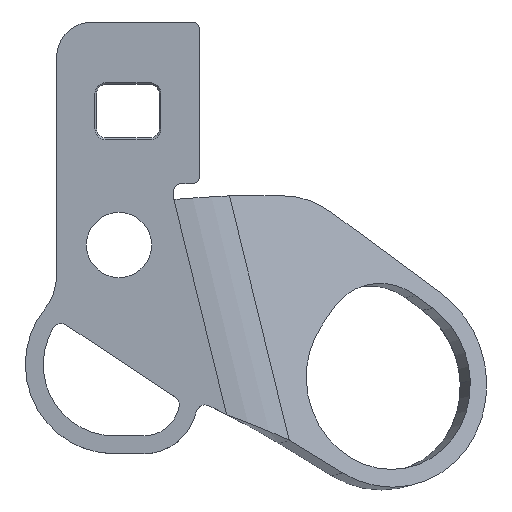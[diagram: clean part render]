
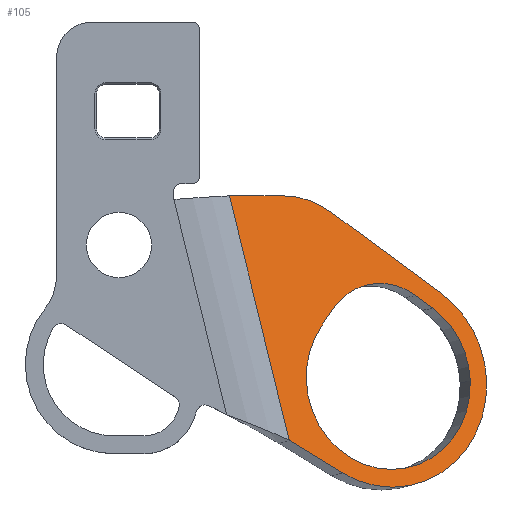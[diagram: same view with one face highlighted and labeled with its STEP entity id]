
A CAD part, top view. The second image highlights one B-rep face of the part: STEP entity #105.
In plain terms, the highlighted planar face has unit normal (0.393, 0.096, 0.915).
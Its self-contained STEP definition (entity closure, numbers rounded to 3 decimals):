
#6 = VERTEX_POINT ( 'NONE', #1699 ) ;
#24 = CARTESIAN_POINT ( 'NONE',  ( 4.772, 3.594, -0.936 ) ) ;
#34 = CIRCLE ( 'NONE', #1675, 6. ) ;
#89 = LINE ( 'NONE', #1194, #1386 ) ;
#99 = EDGE_LOOP ( 'NONE', ( #202, #1987, #1222, #638, #1527, #349, #1896 ) ) ;
#105 = ADVANCED_FACE ( 'NONE', ( #240, #704 ), #672, .T. ) ;
#119 = VERTEX_POINT ( 'NONE', #1018 ) ;
#141 = CIRCLE ( 'NONE', #1142, 3.715 ) ;
#184 = DIRECTION ( 'NONE',  ( -0.775, 0.571, 0.272 ) ) ;
#201 = ORIENTED_EDGE ( 'NONE', *, *, #2052, .F. ) ;
#202 = ORIENTED_EDGE ( 'NONE', *, *, #1605, .T. ) ;
#218 = ORIENTED_EDGE ( 'NONE', *, *, #2015, .F. ) ;
#240 = FACE_OUTER_BOUND ( 'NONE', #99, .T. ) ;
#265 = VERTEX_POINT ( 'NONE', #1185 ) ;
#275 = LINE ( 'NONE', #558, #2016 ) ;
#280 = EDGE_CURVE ( 'NONE', #2176, #1631, #1660, .T. ) ;
#286 = EDGE_CURVE ( 'NONE', #1468, #483, #1608, .T. ) ;
#307 = CARTESIAN_POINT ( 'NONE',  ( 5.732, 2.887, -1.274 ) ) ;
#320 = CARTESIAN_POINT ( 'NONE',  ( 3.252, -1.189, 0.219 ) ) ;
#329 = VERTEX_POINT ( 'NONE', #1557 ) ;
#349 = ORIENTED_EDGE ( 'NONE', *, *, #1625, .T. ) ;
#355 = CARTESIAN_POINT ( 'NONE',  ( 3.252, -1.189, 0.219 ) ) ;
#413 = CARTESIAN_POINT ( 'NONE',  ( -2.442, 4.188, 2.097 ) ) ;
#439 = CARTESIAN_POINT ( 'NONE',  ( 3.252, -1.189, 0.219 ) ) ;
#444 = AXIS2_PLACEMENT_3D ( 'NONE', #587, #1757, #754 ) ;
#483 = VERTEX_POINT ( 'NONE', #598 ) ;
#531 = DIRECTION ( 'NONE',  ( 0.919, 0., -0.394 ) ) ;
#532 = CARTESIAN_POINT ( 'NONE',  ( 3.252, -1.189, 0.219 ) ) ;
#551 = EDGE_CURVE ( 'NONE', #1518, #1649, #1046, .T. ) ;
#555 = DIRECTION ( 'NONE',  ( 0.393, 0.096, 0.915 ) ) ;
#558 = CARTESIAN_POINT ( 'NONE',  ( 2.857, 9.165, -0.7 ) ) ;
#586 = AXIS2_PLACEMENT_3D ( 'NONE', #439, #1611, #618 ) ;
#587 = CARTESIAN_POINT ( 'NONE',  ( 3.252, -1.189, 0.219 ) ) ;
#594 = DIRECTION ( 'NONE',  ( 0.919, 0., -0.394 ) ) ;
#598 = CARTESIAN_POINT ( 'NONE',  ( 4.772, 3.594, -0.936 ) ) ;
#603 = VECTOR ( 'NONE', #1855, 1000. ) ;
#613 = CARTESIAN_POINT ( 'NONE',  ( 0.039, 8.265, 0.604 ) ) ;
#618 = DIRECTION ( 'NONE',  ( 0.919, 0., -0.394 ) ) ;
#638 = ORIENTED_EDGE ( 'NONE', *, *, #551, .F. ) ;
#666 = DIRECTION ( 'NONE',  ( -0.238, 0.971, 0. ) ) ;
#672 = PLANE ( 'NONE',  #1371 ) ;
#684 = AXIS2_PLACEMENT_3D ( 'NONE', #413, #1594, #594 ) ;
#689 = EDGE_CURVE ( 'NONE', #822, #1468, #724, .T. ) ;
#704 = FACE_BOUND ( 'NONE', #1941, .T. ) ;
#713 = DIRECTION ( 'NONE',  ( 0.919, 0., -0.394 ) ) ;
#724 = CIRCLE ( 'NONE', #2179, 5. ) ;
#738 = EDGE_CURVE ( 'NONE', #6, #1649, #275, .T. ) ;
#754 = DIRECTION ( 'NONE',  ( 0.919, 0., -0.394 ) ) ;
#772 = AXIS2_PLACEMENT_3D ( 'NONE', #532, #1711, #713 ) ;
#775 = ORIENTED_EDGE ( 'NONE', *, *, #689, .F. ) ;
#798 = CARTESIAN_POINT ( 'NONE',  ( 2.93, 0.565, 0.173 ) ) ;
#805 = EDGE_CURVE ( 'NONE', #265, #822, #1867, .T. ) ;
#817 = EDGE_CURVE ( 'NONE', #1286, #6, #1035, .T. ) ;
#818 = VECTOR ( 'NONE', #1116, 1000. ) ;
#822 = VERTEX_POINT ( 'NONE', #1260 ) ;
#850 = DIRECTION ( 'NONE',  ( 0.919, 0., -0.394 ) ) ;
#885 = CARTESIAN_POINT ( 'NONE',  ( 6.228, 3.703, -1.572 ) ) ;
#914 = EDGE_CURVE ( 'NONE', #329, #119, #2145, .T. ) ;
#963 = CARTESIAN_POINT ( 'NONE',  ( -0.527, 1.813, 1.525 ) ) ;
#968 = DIRECTION ( 'NONE',  ( 0.919, 0., -0.394 ) ) ;
#1018 = CARTESIAN_POINT ( 'NONE',  ( -0.527, 1.813, 1.525 ) ) ;
#1020 = CARTESIAN_POINT ( 'NONE',  ( -2.296, -4.536, 2.952 ) ) ;
#1035 = CIRCLE ( 'NONE', #684, 5. ) ;
#1046 = LINE ( 'NONE', #1507, #1881 ) ;
#1055 = LINE ( 'NONE', #2182, #603 ) ;
#1116 = DIRECTION ( 'NONE',  ( -0.524, -0.794, 0.308 ) ) ;
#1142 = AXIS2_PLACEMENT_3D ( 'NONE', #798, #1961, #968 ) ;
#1164 = VECTOR ( 'NONE', #1214, 1000. ) ;
#1185 = CARTESIAN_POINT ( 'NONE',  ( -1.343, -1.189, 2.191 ) ) ;
#1194 = CARTESIAN_POINT ( 'NONE',  ( -1.182, 9.165, 1.034 ) ) ;
#1214 = DIRECTION ( 'NONE',  ( -0.775, 0.571, 0.272 ) ) ;
#1222 = ORIENTED_EDGE ( 'NONE', *, *, #738, .T. ) ;
#1260 = CARTESIAN_POINT ( 'NONE',  ( 7.846, -1.189, -1.753 ) ) ;
#1286 = VERTEX_POINT ( 'NONE', #613 ) ;
#1330 = CARTESIAN_POINT ( 'NONE',  ( 8.765, -1.189, -2.147 ) ) ;
#1371 = AXIS2_PLACEMENT_3D ( 'NONE', #320, #1511, #850 ) ;
#1386 = VECTOR ( 'NONE', #184, 1000. ) ;
#1468 = VERTEX_POINT ( 'NONE', #307 ) ;
#1507 = CARTESIAN_POINT ( 'NONE',  ( -2.756, -2.661, 2.952 ) ) ;
#1511 = DIRECTION ( 'NONE',  ( 0.393, 0.096, 0.915 ) ) ;
#1518 = VERTEX_POINT ( 'NONE', #1020 ) ;
#1527 = ORIENTED_EDGE ( 'NONE', *, *, #1538, .T. ) ;
#1531 = ORIENTED_EDGE ( 'NONE', *, *, #805, .F. ) ;
#1538 = EDGE_CURVE ( 'NONE', #1518, #2172, #1055, .T. ) ;
#1541 = DIRECTION ( 'NONE',  ( 0.393, 0.096, 0.915 ) ) ;
#1557 = CARTESIAN_POINT ( 'NONE',  ( 0.122, 2.796, 1.143 ) ) ;
#1558 = CARTESIAN_POINT ( 'NONE',  ( 3.252, -1.189, 0.219 ) ) ;
#1594 = DIRECTION ( 'NONE',  ( 0.393, 0.096, 0.915 ) ) ;
#1605 = EDGE_CURVE ( 'NONE', #1631, #1286, #89, .T. ) ;
#1608 = LINE ( 'NONE', #24, #1164 ) ;
#1611 = DIRECTION ( 'NONE',  ( 0.393, 0.096, 0.915 ) ) ;
#1612 = ORIENTED_EDGE ( 'NONE', *, *, #286, .F. ) ;
#1625 = EDGE_CURVE ( 'NONE', #2172, #2176, #34, .T. ) ;
#1631 = VERTEX_POINT ( 'NONE', #885 ) ;
#1649 = VERTEX_POINT ( 'NONE', #2039 ) ;
#1660 = CIRCLE ( 'NONE', #772, 6. ) ;
#1675 = AXIS2_PLACEMENT_3D ( 'NONE', #355, #1541, #531 ) ;
#1699 = CARTESIAN_POINT ( 'NONE',  ( -2.631, 9.165, 1.655 ) ) ;
#1711 = DIRECTION ( 'NONE',  ( 0.393, 0.096, 0.915 ) ) ;
#1727 = DIRECTION ( 'NONE',  ( 0.919, 0., -0.394 ) ) ;
#1757 = DIRECTION ( 'NONE',  ( 0.393, 0.096, 0.915 ) ) ;
#1804 = ORIENTED_EDGE ( 'NONE', *, *, #914, .F. ) ;
#1855 = DIRECTION ( 'NONE',  ( 0.815, -0.498, -0.297 ) ) ;
#1867 = CIRCLE ( 'NONE', #444, 5. ) ;
#1881 = VECTOR ( 'NONE', #666, 1000. ) ;
#1896 = ORIENTED_EDGE ( 'NONE', *, *, #280, .T. ) ;
#1901 = DIRECTION ( 'NONE',  ( -0.919, 0., 0.394 ) ) ;
#1935 = CIRCLE ( 'NONE', #586, 5. ) ;
#1941 = EDGE_LOOP ( 'NONE', ( #201, #1612, #775, #1531, #218, #1804 ) ) ;
#1961 = DIRECTION ( 'NONE',  ( 0.393, 0.096, 0.915 ) ) ;
#1987 = ORIENTED_EDGE ( 'NONE', *, *, #817, .T. ) ;
#2015 = EDGE_CURVE ( 'NONE', #119, #265, #1935, .T. ) ;
#2016 = VECTOR ( 'NONE', #1901, 1000. ) ;
#2039 = CARTESIAN_POINT ( 'NONE',  ( -5.652, 9.165, 2.952 ) ) ;
#2052 = EDGE_CURVE ( 'NONE', #483, #329, #141, .T. ) ;
#2145 = LINE ( 'NONE', #963, #818 ) ;
#2153 = CARTESIAN_POINT ( 'NONE',  ( 0.692, -6.362, 1.861 ) ) ;
#2172 = VERTEX_POINT ( 'NONE', #2153 ) ;
#2176 = VERTEX_POINT ( 'NONE', #1330 ) ;
#2179 = AXIS2_PLACEMENT_3D ( 'NONE', #1558, #555, #1727 ) ;
#2182 = CARTESIAN_POINT ( 'NONE',  ( 0.692, -6.362, 1.861 ) ) ;
